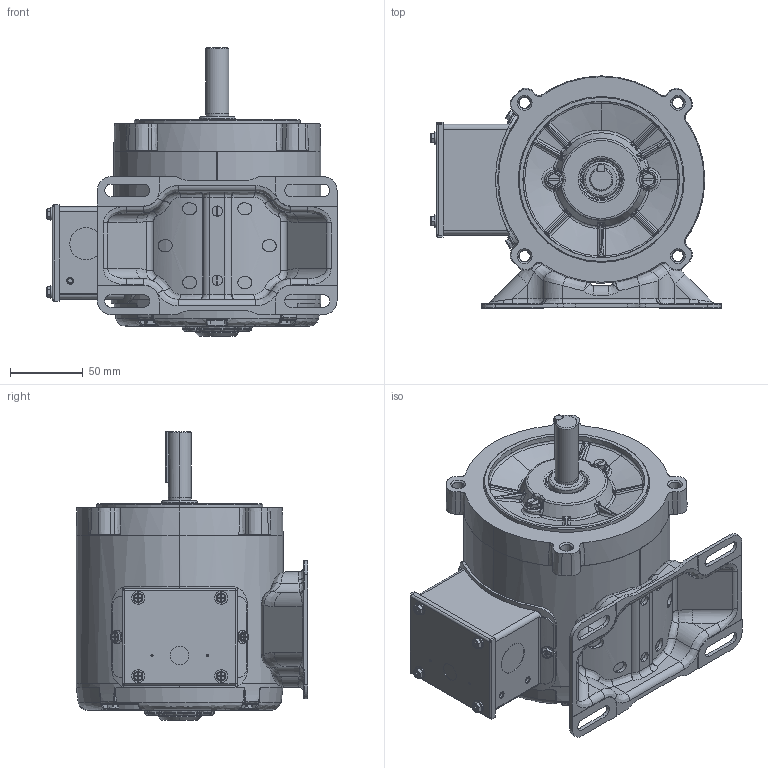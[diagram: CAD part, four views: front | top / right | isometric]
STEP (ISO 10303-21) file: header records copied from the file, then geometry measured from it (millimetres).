
FILE_DESCRIPTION (( 'STEP AP214' ), '1' );
FILE_NAME ('614-0004-001_RevE_56CZ_0P5HP r1 coord.STEP', '2021-07-29T00:34:08', ( '' ), ( '' ), 'SwSTEP 2.0', 'SolidWorks 2017', '' );
FILE_SCHEMA (( 'AUTOMOTIVE_DESIGN' ));
Length unit declared in the file: inch
Products named in the file (1): 614-0004-001_RevE_56CZ_0P5HP r1 coord
Bounding box: 199.87 x 159.76 x 199.07 mm (x, y, z)
Volume: 465707.3 mm3; surface area: 346334.2 mm2
Topology: 25 solids, 25 shells, 4169 faces, 9934 edges, 5761 vertices
Faces by surface type: plane 1801, bspline 1428, cylinder 576, cone 364
Entity records: 159262 total; most frequent: CARTESIAN_POINT 72274, ORIENTED_EDGE 19576, DIRECTION 16341, EDGE_CURVE 9788, AXIS2_PLACEMENT_3D 6233, VERTEX_POINT 5761, EDGE_LOOP 4351, FACE_OUTER_BOUND 4169
